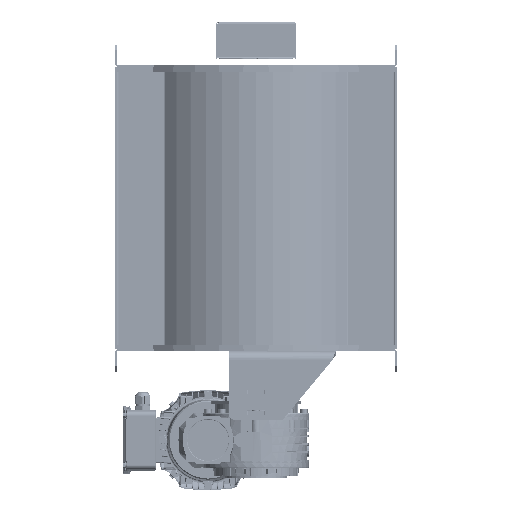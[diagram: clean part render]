
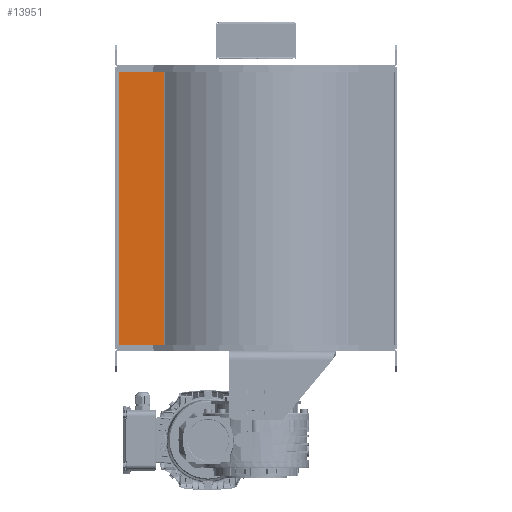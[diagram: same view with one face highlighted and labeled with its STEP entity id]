
A CAD part, left-side view. The second image highlights one B-rep face of the part: STEP entity #13951.
In plain terms, the highlighted face is planar.
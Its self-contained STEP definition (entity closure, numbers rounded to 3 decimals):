
#13951 = ADVANCED_FACE ( 'NONE', ( #310911 ), #90860, .T. ) ;
#30644 = LINE ( 'NONE', #270620, #287884 ) ;
#32257 = CARTESIAN_POINT ( 'NONE',  ( 153., 163.462, -250. ) ) ;
#32594 = VECTOR ( 'NONE', #178355, 1000. ) ;
#34836 = LINE ( 'NONE', #211116, #126608 ) ;
#44163 = DIRECTION ( 'NONE',  ( 0., 1., 0. ) ) ;
#48239 = CARTESIAN_POINT ( 'NONE',  ( 153., 243.6, 250. ) ) ;
#66601 = DIRECTION ( 'NONE',  ( 0., 1., 0. ) ) ;
#69333 = LINE ( 'NONE', #168014, #310963 ) ;
#71647 = EDGE_CURVE ( 'NONE', #99598, #216182, #30644, .T. ) ;
#90860 = PLANE ( 'NONE',  #229323 ) ;
#94067 = EDGE_CURVE ( 'NONE', #211336, #99598, #69333, .T. ) ;
#96874 = ORIENTED_EDGE ( 'NONE', *, *, #71647, .F. ) ;
#99598 = VERTEX_POINT ( 'NONE', #157547 ) ;
#126608 = VECTOR ( 'NONE', #133562, 1000. ) ;
#129792 = CARTESIAN_POINT ( 'NONE',  ( 153., 250., -250. ) ) ;
#133562 = DIRECTION ( 'NONE',  ( 0., 0., 1. ) ) ;
#152727 = ORIENTED_EDGE ( 'NONE', *, *, #210908, .T. ) ;
#156947 = EDGE_CURVE ( 'NONE', #207886, #216182, #34836, .T. ) ;
#157547 = CARTESIAN_POINT ( 'NONE',  ( 153., 163.462, 250. ) ) ;
#168014 = CARTESIAN_POINT ( 'NONE',  ( 153., 163.462, -250. ) ) ;
#178355 = DIRECTION ( 'NONE',  ( 0., 1., 0. ) ) ;
#189578 = CARTESIAN_POINT ( 'NONE',  ( 153., 250., -250. ) ) ;
#207886 = VERTEX_POINT ( 'NONE', #305515 ) ;
#210908 = EDGE_CURVE ( 'NONE', #211336, #207886, #228451, .T. ) ;
#211116 = CARTESIAN_POINT ( 'NONE',  ( 153., 243.6, -250. ) ) ;
#211336 = VERTEX_POINT ( 'NONE', #32257 ) ;
#216182 = VERTEX_POINT ( 'NONE', #48239 ) ;
#228451 = LINE ( 'NONE', #129792, #32594 ) ;
#229323 = AXIS2_PLACEMENT_3D ( 'NONE', #189578, #288210, #66601 ) ;
#234520 = DIRECTION ( 'NONE',  ( 0., 0., 1. ) ) ;
#253148 = ORIENTED_EDGE ( 'NONE', *, *, #156947, .T. ) ;
#270620 = CARTESIAN_POINT ( 'NONE',  ( 153., 250., 250. ) ) ;
#285254 = EDGE_LOOP ( 'NONE', ( #96874, #303439, #152727, #253148 ) ) ;
#287884 = VECTOR ( 'NONE', #44163, 1000. ) ;
#288210 = DIRECTION ( 'NONE',  ( 1., 0., 0. ) ) ;
#303439 = ORIENTED_EDGE ( 'NONE', *, *, #94067, .F. ) ;
#305515 = CARTESIAN_POINT ( 'NONE',  ( 153., 243.6, -250. ) ) ;
#310911 = FACE_OUTER_BOUND ( 'NONE', #285254, .T. ) ;
#310963 = VECTOR ( 'NONE', #234520, 1000. ) ;
